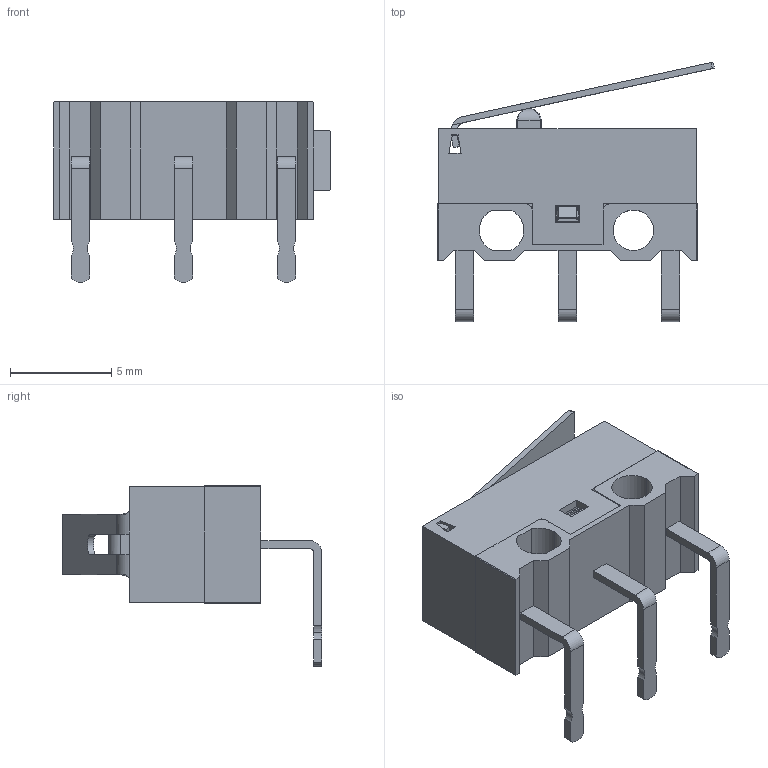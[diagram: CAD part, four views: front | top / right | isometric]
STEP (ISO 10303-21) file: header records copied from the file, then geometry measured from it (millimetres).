
FILE_DESCRIPTION (( 'STEP AP214' ), '1' );
FILE_NAME ('D2F-L_Right_Angled.STEP', '2022-12-08T17:01:59', ( 'Rotor' ), ( '' ), 'SwSTEP 2.0', 'SolidWorks 2012', '' );
FILE_SCHEMA (( 'AUTOMOTIVE_DESIGN' ));
Length unit declared in the file: millimetre
Products named in the file (6): D2F-L_Right_Angled; D2F_Bottom^D2F-L_Right_Angled; D2F_Top^D2F-L_Right_Angled; D2F_Button^D2F-L_Right_Angled; D2F_Pin_Angled^D2F-L_Right_Angled; D2F_Hinge^D2F-L_Right_Angled
Assembly tree (8 placements, depth 2):
  D2F-L_Right_Angled
    D2F_Bottom^D2F-L_Right_Angled
    D2F_Top^D2F-L_Right_Angled
    D2F_Button^D2F-L_Right_Angled
    D2F_Pin_Angled^D2F-L_Right_Angled  x4
    D2F_Hinge^D2F-L_Right_Angled
Bounding box: 13.64 x 12.79 x 8.9 mm (x, y, z)
Volume: 258.4 mm3; surface area: 977.5 mm2
Topology: 8 solids, 8 shells, 294 faces, 751 edges, 456 vertices
Faces by surface type: plane 160, cylinder 102, sphere 20, bspline 8, torus 4
Entity records: 7674 total; most frequent: CARTESIAN_POINT 1500, DIRECTION 1244, ORIENTED_EDGE 1236, EDGE_CURVE 618, VECTOR 436, LINE 436, AXIS2_PLACEMENT_3D 404, VERTEX_POINT 378
